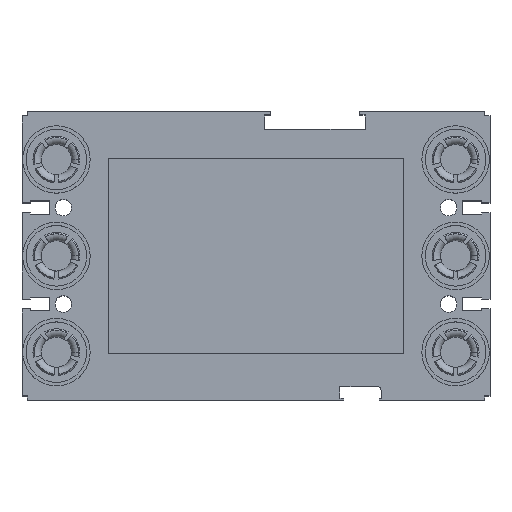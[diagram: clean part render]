
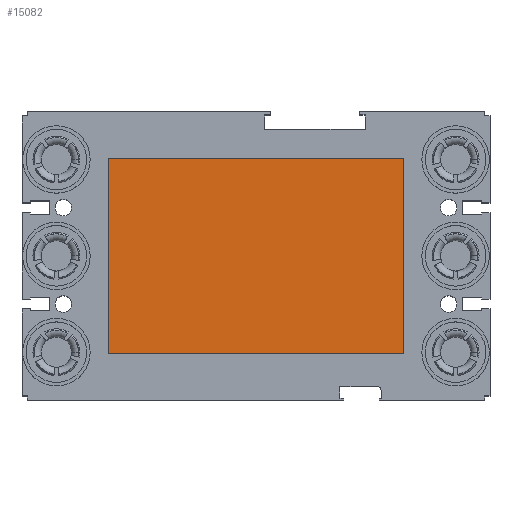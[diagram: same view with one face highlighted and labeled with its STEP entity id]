
A CAD part, top view. The second image highlights one B-rep face of the part: STEP entity #15082.
In plain terms, the highlighted planar face has unit normal (0, 0, 1).
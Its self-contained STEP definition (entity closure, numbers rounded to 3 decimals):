
#986 = PLANE ( 'NONE',  #7948 ) ;
#2090 = DIRECTION ( 'NONE',  ( -1., 0., 0. ) ) ;
#3023 = DIRECTION ( 'NONE',  ( 0., 0., 1. ) ) ;
#3044 = VERTEX_POINT ( 'NONE', #17304 ) ;
#4683 = VERTEX_POINT ( 'NONE', #12311 ) ;
#5156 = EDGE_CURVE ( 'NONE', #3044, #4683, #21863, .T. ) ;
#5258 = LINE ( 'NONE', #18097, #7780 ) ;
#5744 = CARTESIAN_POINT ( 'NONE',  ( 53.5, -35.5, 9. ) ) ;
#6174 = EDGE_LOOP ( 'NONE', ( #13189, #18936, #6964, #7543 ) ) ;
#6453 = CARTESIAN_POINT ( 'NONE',  ( 53.5, 35.5, 9. ) ) ;
#6964 = ORIENTED_EDGE ( 'NONE', *, *, #19324, .T. ) ;
#7543 = ORIENTED_EDGE ( 'NONE', *, *, #9677, .T. ) ;
#7769 = DIRECTION ( 'NONE',  ( 0., 1., 0. ) ) ;
#7780 = VECTOR ( 'NONE', #2090, 1000. ) ;
#7948 = AXIS2_PLACEMENT_3D ( 'NONE', #15059, #3023, #17103 ) ;
#8075 = VECTOR ( 'NONE', #17319, 1000. ) ;
#9300 = VECTOR ( 'NONE', #12093, 1000. ) ;
#9677 = EDGE_CURVE ( 'NONE', #18130, #3044, #5258, .T. ) ;
#11869 = LINE ( 'NONE', #24170, #9300 ) ;
#12093 = DIRECTION ( 'NONE',  ( 1., 0., 0. ) ) ;
#12311 = CARTESIAN_POINT ( 'NONE',  ( -53.5, -35.5, 9. ) ) ;
#12388 = CARTESIAN_POINT ( 'NONE',  ( 53.5, -35.5, 9. ) ) ;
#13117 = LINE ( 'NONE', #5744, #23142 ) ;
#13189 = ORIENTED_EDGE ( 'NONE', *, *, #5156, .T. ) ;
#15059 = CARTESIAN_POINT ( 'NONE',  ( 0., 0., 9. ) ) ;
#15082 = ADVANCED_FACE ( 'NONE', ( #18640 ), #986, .T. ) ;
#17103 = DIRECTION ( 'NONE',  ( 1., 0., 0. ) ) ;
#17304 = CARTESIAN_POINT ( 'NONE',  ( -53.5, 35.5, 9. ) ) ;
#17319 = DIRECTION ( 'NONE',  ( 0., -1., 0. ) ) ;
#18097 = CARTESIAN_POINT ( 'NONE',  ( 53.5, 35.5, 9. ) ) ;
#18130 = VERTEX_POINT ( 'NONE', #6453 ) ;
#18640 = FACE_OUTER_BOUND ( 'NONE', #6174, .T. ) ;
#18936 = ORIENTED_EDGE ( 'NONE', *, *, #19486, .T. ) ;
#19022 = VERTEX_POINT ( 'NONE', #12388 ) ;
#19324 = EDGE_CURVE ( 'NONE', #19022, #18130, #13117, .T. ) ;
#19486 = EDGE_CURVE ( 'NONE', #4683, #19022, #11869, .T. ) ;
#21863 = LINE ( 'NONE', #25595, #8075 ) ;
#23142 = VECTOR ( 'NONE', #7769, 1000. ) ;
#24170 = CARTESIAN_POINT ( 'NONE',  ( 53.5, -35.5, 9. ) ) ;
#25595 = CARTESIAN_POINT ( 'NONE',  ( -53.5, -35.5, 9. ) ) ;
